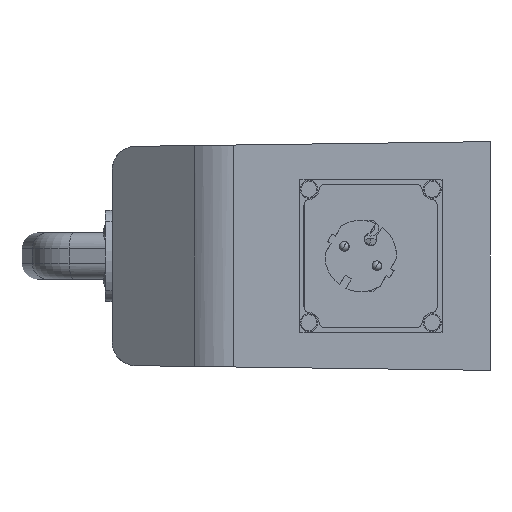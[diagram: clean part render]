
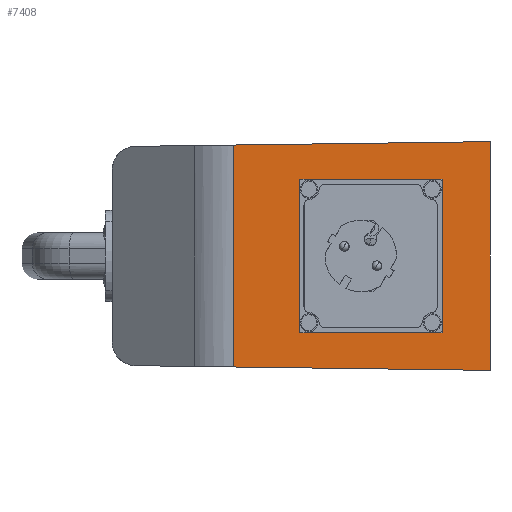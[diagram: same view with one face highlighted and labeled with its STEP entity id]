
A CAD part, left-side view. The second image highlights one B-rep face of the part: STEP entity #7408.
In plain terms, the highlighted planar face has unit normal (-1, 0.008, 0).
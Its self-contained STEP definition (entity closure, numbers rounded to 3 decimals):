
#24 = ORIENTED_EDGE ( 'NONE', *, *, #15086, .F. ) ;
#25 = EDGE_CURVE ( 'Defeature ausgef�hrt4_371+Defeature ausgef�hrt4_365+Defeature ausgef�hrt4_364+Defeature ausgef�hrt4_363', #7395, #1594, #11073, .T. ) ;
#70 = CARTESIAN_POINT ( 'NONE',  ( -146.5, 0., 57.5 ) ) ;
#316 = VERTEX_POINT ( 'NONE', #10838 ) ;
#405 = LINE ( 'NONE', #4214, #2496 ) ;
#736 = DIRECTION ( 'NONE',  ( 0., 0., -1. ) ) ;
#805 = ORIENTED_EDGE ( 'NONE', *, *, #11848, .F. ) ;
#875 = LINE ( 'NONE', #2177, #15400 ) ;
#888 = LINE ( 'NONE', #6537, #10064 ) ;
#1229 = VECTOR ( 'NONE', #15563, 1000. ) ;
#1304 = VECTOR ( 'NONE', #7316, 1000. ) ;
#1385 = LINE ( 'NONE', #2203, #10074 ) ;
#1539 = EDGE_CURVE ( 'Defeature ausgef�hrt4_365+Defeature ausgef�hrt4_359+Defeature ausgef�hrt4_372+Defeature ausgef�hrt4_360', #18218, #7564, #10149, .T. ) ;
#1594 = VERTEX_POINT ( 'NONE', #11371 ) ;
#1667 = CARTESIAN_POINT ( 'NONE',  ( -145., 189.988, -55. ) ) ;
#1684 = VERTEX_POINT ( 'NONE', #11513 ) ;
#1711 = VERTEX_POINT ( 'NONE', #12910 ) ;
#1793 = EDGE_CURVE ( 'Defeature ausgef�hrt4_365+Defeature ausgef�hrt4_354+Defeature ausgef�hrt4_360+Defeature ausgef�hrt4_372', #14593, #1711, #405, .T. ) ;
#1850 = EDGE_CURVE ( 'Defeature ausgef�hrt4_364+Defeature ausgef�hrt4_365+Defeature ausgef�hrt4_371+Defeature ausgef�hrt4_365', #18220, #18155, #17611, .T. ) ;
#1882 = DIRECTION ( 'NONE',  ( 0.008, 1., 0. ) ) ;
#1941 = LINE ( 'NONE', #11765, #16526 ) ;
#2177 = CARTESIAN_POINT ( 'NONE',  ( -145.742, 96.045, 38.5 ) ) ;
#2180 = FACE_BOUND ( 'NONE', #11089, .T. ) ;
#2203 = CARTESIAN_POINT ( 'NONE',  ( -145.742, 96.045, -57.5 ) ) ;
#2265 = CARTESIAN_POINT ( 'NONE',  ( -146.5, 0., -57.5 ) ) ;
#2303 = EDGE_CURVE ( 'Defeature ausgef�hrt4_366+Defeature ausgef�hrt4_365+Defeature ausgef�hrt4_371+Defeature ausgef�hrt4_365', #1684, #17404, #1941, .T. ) ;
#2351 = ORIENTED_EDGE ( 'NONE', *, *, #14634, .F. ) ;
#2368 = DIRECTION ( 'NONE',  ( 0.008, 1., 0. ) ) ;
#2496 = VECTOR ( 'NONE', #9862, 1000. ) ;
#2546 = DIRECTION ( 'NONE',  ( 0.008, 1., 0. ) ) ;
#3274 = VECTOR ( 'NONE', #5379, 1000. ) ;
#3393 = VECTOR ( 'NONE', #13179, 1000. ) ;
#3670 = CARTESIAN_POINT ( 'NONE',  ( -145.75, 95.045, -38.5 ) ) ;
#3916 = ORIENTED_EDGE ( 'NONE', *, *, #1539, .T. ) ;
#4075 = CARTESIAN_POINT ( 'NONE',  ( -146.302, 25.047, 38.5 ) ) ;
#4214 = CARTESIAN_POINT ( 'NONE',  ( -145.483, 128.787, -57.5 ) ) ;
#4294 = ORIENTED_EDGE ( 'NONE', *, *, #15980, .F. ) ;
#4918 = CARTESIAN_POINT ( 'NONE',  ( -146.302, 25.047, -38.5 ) ) ;
#4948 = DIRECTION ( 'NONE',  ( 1., -0.008, 0. ) ) ;
#5379 = DIRECTION ( 'NONE',  ( 0., 0., -1. ) ) ;
#5536 = EDGE_LOOP ( 'NONE', ( #4294, #13501, #14015, #3916 ) ) ;
#5836 = LINE ( 'NONE', #1667, #1304 ) ;
#6291 = VECTOR ( 'NONE', #12374, 1000. ) ;
#6369 = DIRECTION ( 'NONE',  ( 0., 0., -1. ) ) ;
#6528 = DIRECTION ( 'NONE',  ( 0.008, 1., 0. ) ) ;
#6537 = CARTESIAN_POINT ( 'NONE',  ( -146.5, 0., 38.5 ) ) ;
#6798 = CARTESIAN_POINT ( 'NONE',  ( -146.31, 24.047, 38.5 ) ) ;
#6953 = CARTESIAN_POINT ( 'NONE',  ( -145.742, 96.045, -38.5 ) ) ;
#7316 = DIRECTION ( 'NONE',  ( 0.008, 1., 0.013 ) ) ;
#7395 = VERTEX_POINT ( 'NONE', #9110 ) ;
#7408 = ADVANCED_FACE ( 'Defeature ausgef�hrt4_365', ( #16244, #2180 ), #14865, .F. ) ;
#7444 = LINE ( 'NONE', #13994, #3274 ) ;
#7534 = DIRECTION ( 'NONE',  ( 0., 0., 1. ) ) ;
#7564 = VERTEX_POINT ( 'NONE', #15241 ) ;
#7912 = CARTESIAN_POINT ( 'NONE',  ( -145.75, 95.045, 38.5 ) ) ;
#8198 = LINE ( 'NONE', #18014, #11601 ) ;
#8567 = DIRECTION ( 'NONE',  ( 0., 0., 1. ) ) ;
#8605 = VECTOR ( 'NONE', #1882, 1000. ) ;
#9110 = CARTESIAN_POINT ( 'NONE',  ( -146.31, 24.047, -37.5 ) ) ;
#9188 = VECTOR ( 'NONE', #9265, 1000. ) ;
#9265 = DIRECTION ( 'NONE',  ( -0.008, -1., 0. ) ) ;
#9274 = CARTESIAN_POINT ( 'NONE',  ( -146.5, 0., -57.5 ) ) ;
#9277 = CARTESIAN_POINT ( 'NONE',  ( -146.5, 0., -38.5 ) ) ;
#9862 = DIRECTION ( 'NONE',  ( 0., 0., -1. ) ) ;
#9921 = LINE ( 'NONE', #6953, #1229 ) ;
#10064 = VECTOR ( 'NONE', #2368, 1000. ) ;
#10074 = VECTOR ( 'NONE', #6369, 1000. ) ;
#10149 = LINE ( 'NONE', #70, #10345 ) ;
#10345 = VECTOR ( 'NONE', #8567, 1000. ) ;
#10643 = EDGE_CURVE ( 'Defeature ausgef�hrt4_363+Defeature ausgef�hrt4_365+Defeature ausgef�hrt4_365+Defeature ausgef�hrt4_371', #11682, #10998, #888, .T. ) ;
#10838 = CARTESIAN_POINT ( 'NONE',  ( -145.742, 96.045, 38.5 ) ) ;
#10861 = CARTESIAN_POINT ( 'NONE',  ( -145.742, 96.045, 37.5 ) ) ;
#10886 = LINE ( 'NONE', #16534, #6291 ) ;
#10998 = VERTEX_POINT ( 'NONE', #4075 ) ;
#11073 = LINE ( 'NONE', #13003, #16345 ) ;
#11081 = DIRECTION ( 'NONE',  ( 0., 0., 1. ) ) ;
#11089 = EDGE_LOOP ( 'NONE', ( #18217, #13472, #17999, #24, #15884, #17249, #16408, #2351, #11559, #12359, #805, #16870 ) ) ;
#11175 = EDGE_CURVE ( 'Defeature ausgef�hrt4_362+Defeature ausgef�hrt4_365+Defeature ausgef�hrt4_365+Defeature ausgef�hrt4_371', #316, #13019, #1385, .T. ) ;
#11371 = CARTESIAN_POINT ( 'NONE',  ( -146.31, 24.047, 37.5 ) ) ;
#11513 = CARTESIAN_POINT ( 'NONE',  ( -145.742, 96.045, -37.5 ) ) ;
#11559 = ORIENTED_EDGE ( 'NONE', *, *, #14436, .F. ) ;
#11601 = VECTOR ( 'NONE', #11081, 1000. ) ;
#11618 = LINE ( 'NONE', #15782, #8605 ) ;
#11661 = EDGE_CURVE ( 'Defeature ausgef�hrt4_371+Defeature ausgef�hrt4_365+Defeature ausgef�hrt4_363+Defeature ausgef�hrt4_362', #10998, #13584, #875, .T. ) ;
#11682 = VERTEX_POINT ( 'NONE', #6798 ) ;
#11765 = CARTESIAN_POINT ( 'NONE',  ( -145.742, 96.045, -57.5 ) ) ;
#11785 = EDGE_CURVE ( 'Defeature ausgef�hrt4_362+Defeature ausgef�hrt4_365+Defeature ausgef�hrt4_371+Defeature ausgef�hrt4_365', #13584, #316, #11618, .T. ) ;
#11848 = EDGE_CURVE ( 'Defeature ausgef�hrt4_371+Defeature ausgef�hrt4_365+Defeature ausgef�hrt4_362+Defeature ausgef�hrt4_366', #13019, #1684, #7444, .T. ) ;
#11892 = CARTESIAN_POINT ( 'NONE',  ( -146.31, 24.047, -57.5 ) ) ;
#12146 = VECTOR ( 'NONE', #7534, 1000. ) ;
#12359 = ORIENTED_EDGE ( 'NONE', *, *, #2303, .F. ) ;
#12374 = DIRECTION ( 'NONE',  ( -0.008, -1., 0.013 ) ) ;
#12910 = CARTESIAN_POINT ( 'NONE',  ( -145.483, 128.787, -55.805 ) ) ;
#13003 = CARTESIAN_POINT ( 'NONE',  ( -146.31, 24.047, -38.5 ) ) ;
#13019 = VERTEX_POINT ( 'NONE', #10861 ) ;
#13179 = DIRECTION ( 'NONE',  ( -0.008, -1., 0. ) ) ;
#13472 = ORIENTED_EDGE ( 'NONE', *, *, #11661, .F. ) ;
#13501 = ORIENTED_EDGE ( 'NONE', *, *, #1793, .T. ) ;
#13584 = VERTEX_POINT ( 'NONE', #7912 ) ;
#13873 = EDGE_CURVE ( 'Defeature ausgef�hrt4_364+Defeature ausgef�hrt4_365+Defeature ausgef�hrt4_365+Defeature ausgef�hrt4_371', #18155, #7395, #15871, .T. ) ;
#13994 = CARTESIAN_POINT ( 'NONE',  ( -145.742, 96.045, -38.5 ) ) ;
#13997 = CARTESIAN_POINT ( 'NONE',  ( -145.483, 128.787, 55.805 ) ) ;
#14015 = ORIENTED_EDGE ( 'NONE', *, *, #17286, .F. ) ;
#14301 = CARTESIAN_POINT ( 'NONE',  ( -146.31, 24.047, -38.5 ) ) ;
#14436 = EDGE_CURVE ( 'Defeature ausgef�hrt4_366+Defeature ausgef�hrt4_365+Defeature ausgef�hrt4_365+Defeature ausgef�hrt4_371', #17404, #15864, #16299, .T. ) ;
#14593 = VERTEX_POINT ( 'NONE', #13997 ) ;
#14634 = EDGE_CURVE ( 'Defeature ausgef�hrt4_371+Defeature ausgef�hrt4_365+Defeature ausgef�hrt4_366+Defeature ausgef�hrt4_364', #15864, #18220, #9921, .T. ) ;
#14865 = PLANE ( 'NONE',  #17495 ) ;
#15086 = EDGE_CURVE ( 'Defeature ausgef�hrt4_363+Defeature ausgef�hrt4_365+Defeature ausgef�hrt4_371+Defeature ausgef�hrt4_365', #1594, #11682, #8198, .T. ) ;
#15241 = CARTESIAN_POINT ( 'NONE',  ( -146.5, 0., 57.5 ) ) ;
#15400 = VECTOR ( 'NONE', #2546, 1000. ) ;
#15563 = DIRECTION ( 'NONE',  ( -0.008, -1., 0. ) ) ;
#15686 = DIRECTION ( 'NONE',  ( 0., 0., 1. ) ) ;
#15782 = CARTESIAN_POINT ( 'NONE',  ( -146.5, 0., 38.5 ) ) ;
#15864 = VERTEX_POINT ( 'NONE', #3670 ) ;
#15871 = LINE ( 'NONE', #11892, #12146 ) ;
#15884 = ORIENTED_EDGE ( 'NONE', *, *, #25, .F. ) ;
#15980 = EDGE_CURVE ( 'Defeature ausgef�hrt4_360+Defeature ausgef�hrt4_365+Defeature ausgef�hrt4_354+Defeature ausgef�hrt4_359', #14593, #7564, #10886, .T. ) ;
#16244 = FACE_OUTER_BOUND ( 'NONE', #5536, .T. ) ;
#16299 = LINE ( 'NONE', #17601, #9188 ) ;
#16345 = VECTOR ( 'NONE', #15686, 1000. ) ;
#16408 = ORIENTED_EDGE ( 'NONE', *, *, #1850, .F. ) ;
#16526 = VECTOR ( 'NONE', #736, 1000. ) ;
#16534 = CARTESIAN_POINT ( 'NONE',  ( -145., 189.988, 55. ) ) ;
#16667 = CARTESIAN_POINT ( 'NONE',  ( -145.742, 96.045, -38.5 ) ) ;
#16870 = ORIENTED_EDGE ( 'NONE', *, *, #11175, .F. ) ;
#17249 = ORIENTED_EDGE ( 'NONE', *, *, #13873, .F. ) ;
#17286 = EDGE_CURVE ( 'Defeature ausgef�hrt4_372+Defeature ausgef�hrt4_365+Defeature ausgef�hrt4_359+Defeature ausgef�hrt4_354', #18218, #1711, #5836, .T. ) ;
#17404 = VERTEX_POINT ( 'NONE', #16667 ) ;
#17495 = AXIS2_PLACEMENT_3D ( 'NONE', #2265, #4948, #6528 ) ;
#17601 = CARTESIAN_POINT ( 'NONE',  ( -146.5, 0., -38.5 ) ) ;
#17611 = LINE ( 'NONE', #9277, #3393 ) ;
#17999 = ORIENTED_EDGE ( 'NONE', *, *, #10643, .F. ) ;
#18014 = CARTESIAN_POINT ( 'NONE',  ( -146.31, 24.047, -57.5 ) ) ;
#18155 = VERTEX_POINT ( 'NONE', #14301 ) ;
#18217 = ORIENTED_EDGE ( 'NONE', *, *, #11785, .F. ) ;
#18218 = VERTEX_POINT ( 'NONE', #9274 ) ;
#18220 = VERTEX_POINT ( 'NONE', #4918 ) ;
